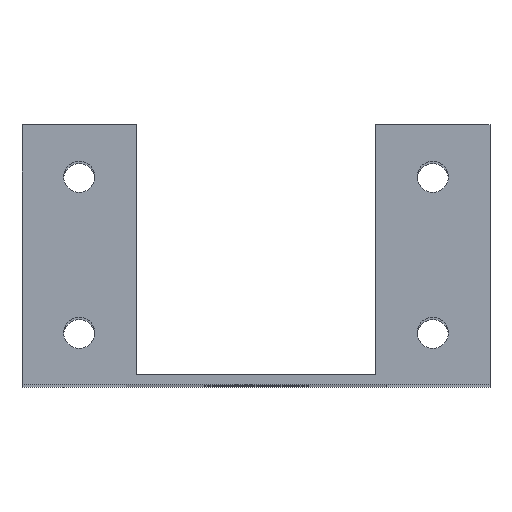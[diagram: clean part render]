
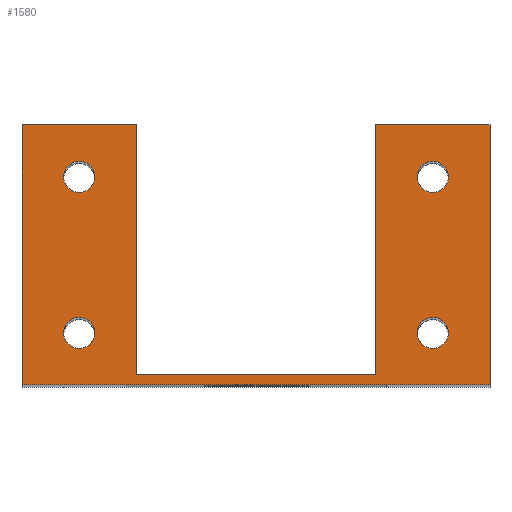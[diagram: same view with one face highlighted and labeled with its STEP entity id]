
A CAD part, top view. The second image highlights one B-rep face of the part: STEP entity #1580.
In plain terms, the highlighted planar face has unit normal (0, 0, 1).
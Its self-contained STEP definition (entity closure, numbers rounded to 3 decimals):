
#22 = CARTESIAN_POINT ( 'NONE',  ( -17., 5., 65. ) ) ;
#46 = CARTESIAN_POINT ( 'NONE',  ( -15.5, 20., 65. ) ) ;
#68 = ORIENTED_EDGE ( 'NONE', *, *, #1843, .F. ) ;
#84 = CIRCLE ( 'NONE', #1901, 1.5 ) ;
#155 = DIRECTION ( 'NONE',  ( 1., 0., 0. ) ) ;
#189 = AXIS2_PLACEMENT_3D ( 'NONE', #1474, #1301, #578 ) ;
#221 = EDGE_CURVE ( 'NONE', #2091, #449, #1683, .T. ) ;
#238 = FACE_BOUND ( 'NONE', #617, .T. ) ;
#241 = VECTOR ( 'NONE', #400, 1000. ) ;
#272 = VERTEX_POINT ( 'NONE', #1415 ) ;
#273 = VERTEX_POINT ( 'NONE', #341 ) ;
#293 = VERTEX_POINT ( 'NONE', #1801 ) ;
#298 = ORIENTED_EDGE ( 'NONE', *, *, #1684, .F. ) ;
#305 = DIRECTION ( 'NONE',  ( 0., 0., 1. ) ) ;
#312 = LINE ( 'NONE', #1345, #376 ) ;
#327 = ORIENTED_EDGE ( 'NONE', *, *, #877, .F. ) ;
#341 = CARTESIAN_POINT ( 'NONE',  ( -18.5, 5., 65. ) ) ;
#371 = VERTEX_POINT ( 'NONE', #2185 ) ;
#376 = VECTOR ( 'NONE', #2269, 1000. ) ;
#399 = DIRECTION ( 'NONE',  ( 0., 0., 1. ) ) ;
#400 = DIRECTION ( 'NONE',  ( 0., -1., 0. ) ) ;
#401 = ORIENTED_EDGE ( 'NONE', *, *, #567, .T. ) ;
#449 = VERTEX_POINT ( 'NONE', #1294 ) ;
#452 = EDGE_CURVE ( 'NONE', #449, #1149, #1860, .T. ) ;
#501 = EDGE_CURVE ( 'NONE', #1793, #2068, #1730, .T. ) ;
#545 = FACE_BOUND ( 'NONE', #1200, .T. ) ;
#552 = AXIS2_PLACEMENT_3D ( 'NONE', #22, #1297, #735 ) ;
#562 = CARTESIAN_POINT ( 'NONE',  ( 11.5, 1., 65. ) ) ;
#567 = EDGE_CURVE ( 'NONE', #1502, #371, #639, .T. ) ;
#578 = DIRECTION ( 'NONE',  ( 1., 0., 0. ) ) ;
#584 = EDGE_CURVE ( 'NONE', #2241, #1871, #2041, .T. ) ;
#595 = DIRECTION ( 'NONE',  ( 1., 0., 0. ) ) ;
#597 = AXIS2_PLACEMENT_3D ( 'NONE', #970, #628, #1900 ) ;
#599 = EDGE_LOOP ( 'NONE', ( #327, #841 ) ) ;
#613 = AXIS2_PLACEMENT_3D ( 'NONE', #1241, #1072, #155 ) ;
#617 = EDGE_LOOP ( 'NONE', ( #298, #1130 ) ) ;
#628 = DIRECTION ( 'NONE',  ( 0., 0., 1. ) ) ;
#635 = VECTOR ( 'NONE', #1069, 1000. ) ;
#639 = LINE ( 'NONE', #1764, #1652 ) ;
#661 = VECTOR ( 'NONE', #1897, 1000. ) ;
#675 = EDGE_CURVE ( 'NONE', #293, #1010, #953, .T. ) ;
#695 = FACE_BOUND ( 'NONE', #599, .T. ) ;
#708 = PLANE ( 'NONE',  #1156 ) ;
#723 = LINE ( 'NONE', #1429, #2113 ) ;
#727 = LINE ( 'NONE', #1885, #661 ) ;
#735 = DIRECTION ( 'NONE',  ( 1., 0., 0. ) ) ;
#812 = EDGE_CURVE ( 'NONE', #1871, #2241, #1908, .T. ) ;
#821 = EDGE_CURVE ( 'NONE', #1388, #1173, #84, .T. ) ;
#823 = EDGE_CURVE ( 'NONE', #1502, #2091, #1485, .T. ) ;
#830 = ORIENTED_EDGE ( 'NONE', *, *, #584, .F. ) ;
#841 = ORIENTED_EDGE ( 'NONE', *, *, #821, .F. ) ;
#863 = CARTESIAN_POINT ( 'NONE',  ( -12.5, 25., 65. ) ) ;
#877 = EDGE_CURVE ( 'NONE', #1173, #1388, #1453, .T. ) ;
#895 = DIRECTION ( 'NONE',  ( 0., 0., -1. ) ) ;
#920 = CIRCLE ( 'NONE', #2189, 1.5 ) ;
#921 = AXIS2_PLACEMENT_3D ( 'NONE', #1112, #399, #1446 ) ;
#933 = CARTESIAN_POINT ( 'NONE',  ( 15.5, 20., 65. ) ) ;
#953 = LINE ( 'NONE', #1056, #635 ) ;
#970 = CARTESIAN_POINT ( 'NONE',  ( 17., 5., 65. ) ) ;
#982 = ORIENTED_EDGE ( 'NONE', *, *, #812, .F. ) ;
#1010 = VERTEX_POINT ( 'NONE', #1825 ) ;
#1021 = ORIENTED_EDGE ( 'NONE', *, *, #452, .F. ) ;
#1024 = CARTESIAN_POINT ( 'NONE',  ( 15.5, 5., 65. ) ) ;
#1025 = CIRCLE ( 'NONE', #189, 1.5 ) ;
#1029 = VECTOR ( 'NONE', #2013, 1000. ) ;
#1056 = CARTESIAN_POINT ( 'NONE',  ( 12.5, 25., 65. ) ) ;
#1069 = DIRECTION ( 'NONE',  ( 1., 0., 0. ) ) ;
#1072 = DIRECTION ( 'NONE',  ( 0., 0., 1. ) ) ;
#1112 = CARTESIAN_POINT ( 'NONE',  ( 17., 20., 65. ) ) ;
#1130 = ORIENTED_EDGE ( 'NONE', *, *, #2083, .F. ) ;
#1149 = VERTEX_POINT ( 'NONE', #2198 ) ;
#1156 = AXIS2_PLACEMENT_3D ( 'NONE', #1954, #895, #1401 ) ;
#1164 = CARTESIAN_POINT ( 'NONE',  ( 18.5, 5., 65. ) ) ;
#1167 = FACE_BOUND ( 'NONE', #1671, .T. ) ;
#1173 = VERTEX_POINT ( 'NONE', #1164 ) ;
#1189 = EDGE_CURVE ( 'NONE', #1010, #371, #727, .T. ) ;
#1200 = EDGE_LOOP ( 'NONE', ( #982, #830 ) ) ;
#1241 = CARTESIAN_POINT ( 'NONE',  ( -17., 20., 65. ) ) ;
#1262 = CARTESIAN_POINT ( 'NONE',  ( -22.5, 25., 65. ) ) ;
#1277 = EDGE_LOOP ( 'NONE', ( #401, #1348, #1285, #1729, #2218, #1021, #1326, #1855 ) ) ;
#1285 = ORIENTED_EDGE ( 'NONE', *, *, #675, .F. ) ;
#1294 = CARTESIAN_POINT ( 'NONE',  ( -11.5, 25., 65. ) ) ;
#1297 = DIRECTION ( 'NONE',  ( 0., 0., 1. ) ) ;
#1301 = DIRECTION ( 'NONE',  ( 0., 0., 1. ) ) ;
#1311 = DIRECTION ( 'NONE',  ( 0., 0., 1. ) ) ;
#1326 = ORIENTED_EDGE ( 'NONE', *, *, #221, .F. ) ;
#1345 = CARTESIAN_POINT ( 'NONE',  ( 11.5, 25., 65. ) ) ;
#1348 = ORIENTED_EDGE ( 'NONE', *, *, #1189, .F. ) ;
#1388 = VERTEX_POINT ( 'NONE', #1024 ) ;
#1401 = DIRECTION ( 'NONE',  ( -1., 0., 0. ) ) ;
#1415 = CARTESIAN_POINT ( 'NONE',  ( -15.5, 5., 65. ) ) ;
#1429 = CARTESIAN_POINT ( 'NONE',  ( -12.5, 1., 65. ) ) ;
#1430 = DIRECTION ( 'NONE',  ( 1., 0., 0. ) ) ;
#1435 = DIRECTION ( 'NONE',  ( 1., 0., 0. ) ) ;
#1446 = DIRECTION ( 'NONE',  ( 1., 0., 0. ) ) ;
#1453 = CIRCLE ( 'NONE', #597, 1.5 ) ;
#1474 = CARTESIAN_POINT ( 'NONE',  ( -17., 5., 65. ) ) ;
#1476 = CARTESIAN_POINT ( 'NONE',  ( -11.5, 25., 65. ) ) ;
#1485 = LINE ( 'NONE', #1262, #1029 ) ;
#1502 = VERTEX_POINT ( 'NONE', #1773 ) ;
#1508 = FACE_OUTER_BOUND ( 'NONE', #1277, .T. ) ;
#1580 = ADVANCED_FACE ( 'NONE', ( #1167, #695, #545, #238, #1508 ), #708, .F. ) ;
#1645 = CARTESIAN_POINT ( 'NONE',  ( 17., 20., 65. ) ) ;
#1652 = VECTOR ( 'NONE', #2111, 1000. ) ;
#1670 = VERTEX_POINT ( 'NONE', #562 ) ;
#1671 = EDGE_LOOP ( 'NONE', ( #2250, #68 ) ) ;
#1674 = CARTESIAN_POINT ( 'NONE',  ( -22.5, 25., 65. ) ) ;
#1683 = LINE ( 'NONE', #863, #2118 ) ;
#1684 = EDGE_CURVE ( 'NONE', #272, #273, #2006, .T. ) ;
#1718 = CARTESIAN_POINT ( 'NONE',  ( -18.5, 20., 65. ) ) ;
#1729 = ORIENTED_EDGE ( 'NONE', *, *, #2221, .T. ) ;
#1730 = CIRCLE ( 'NONE', #921, 1.5 ) ;
#1742 = DIRECTION ( 'NONE',  ( 1., 0., 0. ) ) ;
#1764 = CARTESIAN_POINT ( 'NONE',  ( -12.5, 0., 65. ) ) ;
#1773 = CARTESIAN_POINT ( 'NONE',  ( -22.5, 0., 65. ) ) ;
#1793 = VERTEX_POINT ( 'NONE', #1847 ) ;
#1801 = CARTESIAN_POINT ( 'NONE',  ( 11.5, 25., 65. ) ) ;
#1825 = CARTESIAN_POINT ( 'NONE',  ( 22.5, 25., 65. ) ) ;
#1843 = EDGE_CURVE ( 'NONE', #2068, #1793, #920, .T. ) ;
#1847 = CARTESIAN_POINT ( 'NONE',  ( 18.5, 20., 65. ) ) ;
#1855 = ORIENTED_EDGE ( 'NONE', *, *, #823, .F. ) ;
#1858 = AXIS2_PLACEMENT_3D ( 'NONE', #2126, #305, #1742 ) ;
#1860 = LINE ( 'NONE', #1476, #241 ) ;
#1871 = VERTEX_POINT ( 'NONE', #46 ) ;
#1885 = CARTESIAN_POINT ( 'NONE',  ( 22.5, 25., 65. ) ) ;
#1894 = EDGE_CURVE ( 'NONE', #1149, #1670, #723, .T. ) ;
#1897 = DIRECTION ( 'NONE',  ( 0., -1., 0. ) ) ;
#1900 = DIRECTION ( 'NONE',  ( 1., 0., 0. ) ) ;
#1901 = AXIS2_PLACEMENT_3D ( 'NONE', #2341, #2162, #1430 ) ;
#1908 = CIRCLE ( 'NONE', #613, 1.5 ) ;
#1954 = CARTESIAN_POINT ( 'NONE',  ( -12.5, 1., 65. ) ) ;
#2006 = CIRCLE ( 'NONE', #552, 1.5 ) ;
#2013 = DIRECTION ( 'NONE',  ( 0., 1., 0. ) ) ;
#2041 = CIRCLE ( 'NONE', #1858, 1.5 ) ;
#2068 = VERTEX_POINT ( 'NONE', #933 ) ;
#2083 = EDGE_CURVE ( 'NONE', #273, #272, #1025, .T. ) ;
#2091 = VERTEX_POINT ( 'NONE', #1674 ) ;
#2111 = DIRECTION ( 'NONE',  ( 1., 0., 0. ) ) ;
#2113 = VECTOR ( 'NONE', #1435, 1000. ) ;
#2118 = VECTOR ( 'NONE', #2135, 1000. ) ;
#2126 = CARTESIAN_POINT ( 'NONE',  ( -17., 20., 65. ) ) ;
#2135 = DIRECTION ( 'NONE',  ( 1., 0., 0. ) ) ;
#2162 = DIRECTION ( 'NONE',  ( 0., 0., 1. ) ) ;
#2185 = CARTESIAN_POINT ( 'NONE',  ( 22.5, 0., 65. ) ) ;
#2189 = AXIS2_PLACEMENT_3D ( 'NONE', #1645, #1311, #595 ) ;
#2198 = CARTESIAN_POINT ( 'NONE',  ( -11.5, 1., 65. ) ) ;
#2218 = ORIENTED_EDGE ( 'NONE', *, *, #1894, .F. ) ;
#2221 = EDGE_CURVE ( 'NONE', #293, #1670, #312, .T. ) ;
#2241 = VERTEX_POINT ( 'NONE', #1718 ) ;
#2250 = ORIENTED_EDGE ( 'NONE', *, *, #501, .F. ) ;
#2269 = DIRECTION ( 'NONE',  ( 0., -1., 0. ) ) ;
#2341 = CARTESIAN_POINT ( 'NONE',  ( 17., 5., 65. ) ) ;
